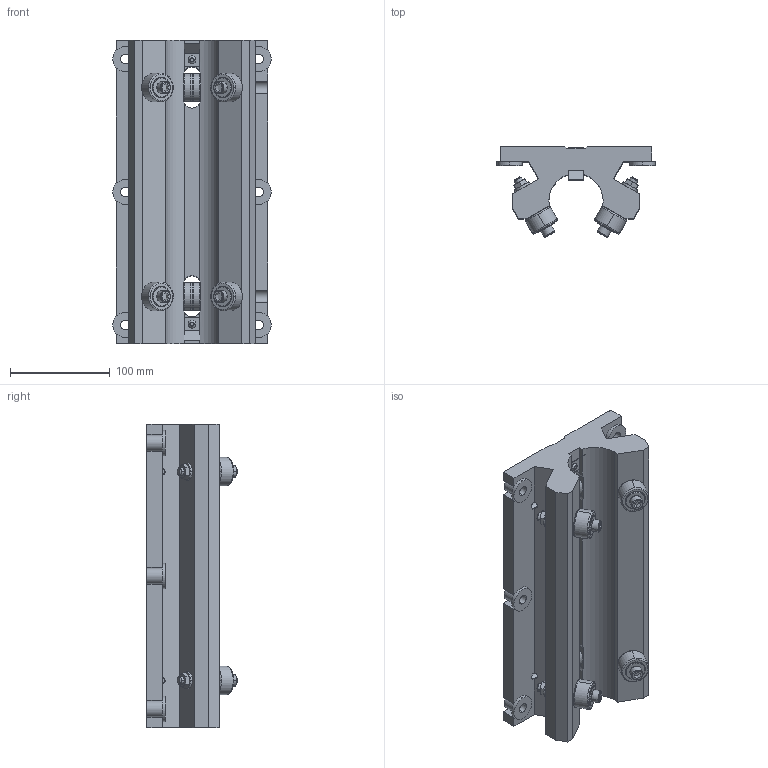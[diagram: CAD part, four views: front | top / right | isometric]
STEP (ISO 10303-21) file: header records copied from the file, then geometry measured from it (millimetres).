
FILE_DESCRIPTION (( 'STEP AP214' ), '1' );
FILE_NAME ('RollerBearing_39790319E9.step', '2021-02-22T19:31:35', ( 'localadmin' ), ( 'BOXX Technologies, Inc.' ), 'SwSTEP 2.0', 'SolidWorks 2019', '' );
FILE_SCHEMA (( 'AUTOMOTIVE_DESIGN' ));
Length unit declared in the file: inch
Products named in the file (3): RollerBearing_39790319E9; F7XAyaQyUT_CADModel_0
Assembly tree (1 placements, depth 2):
  RollerBearing_39790319E9
    F7XAyaQyUT_CADModel_0
  F7XAyaQyUT_CADModel_0
Bounding box: 158.75 x 90.82 x 304.8 mm (x, y, z)
Volume: 1799606.9 mm3; surface area: 251758.3 mm2
Topology: 32 solids, 32 shells, 815 faces, 1875 edges, 1178 vertices
Faces by surface type: plane 312, cylinder 269, cone 190, bspline 32, torus 8, sphere 4
Entity records: 36406 total; most frequent: CARTESIAN_POINT 6473, DIRECTION 4171, ORIENTED_EDGE 3718, EDGE_CURVE 1859, AXIS2_PLACEMENT_3D 1636, VERTEX_POINT 1178, EDGE_LOOP 949, VECTOR 899
